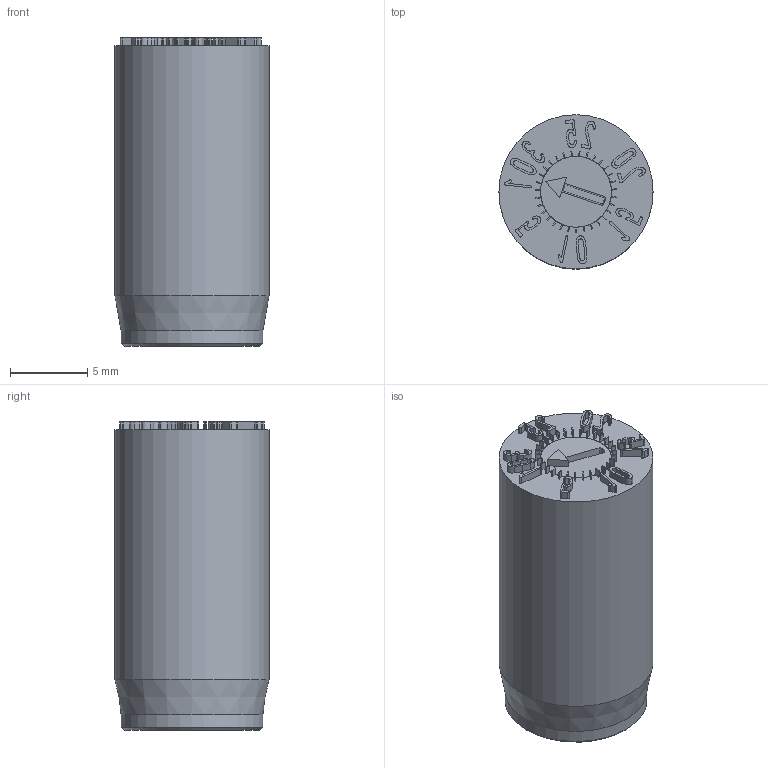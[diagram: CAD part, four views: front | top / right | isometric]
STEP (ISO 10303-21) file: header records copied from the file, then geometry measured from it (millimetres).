
FILE_DESCRIPTION(/* description */ (''),/* implementation_level */ '2;1');
FILE_NAME(/* name */ 'Dati-7000_T$10$00.stp',/* time_stamp */ '2025-09-05T11:27:05+02:00',/* author */ ('olafg'),/* organization */ (''),/* preprocessor_version */ 'ST-DEVELOPER v20',/* originating_system */ 'Autodesk Inventor 2024',/* authorisation */ '');
FILE_SCHEMA (('AUTOMOTIVE_DESIGN { 1 0 10303 214 3 1 1 }'));
Length unit declared in the file: millimetre
Products named in the file (3): Zusammenbau 1010; 1010-01-00 Hülse; 2010-05-00 Stelleinsatz
Assembly tree (2 placements, depth 2):
  Zusammenbau 1010
    1010-01-00 Hülse
    2010-05-00 Stelleinsatz
Bounding box: 10 x 10 x 20 mm (x, y, z)
Volume: 1310.6 mm3; surface area: 1229 mm2
Topology: 2 solids, 2 shells, 424 faces, 1107 edges, 736 vertices
Faces by surface type: plane 229, bspline 178, cone 9, cylinder 7, torus 1
Full cylindrical faces by diameter (mm): 2.5 x2, 4.6 x2, 5 x1, 9.2 x1, 10 x1
Entity records: 14025 total; most frequent: CARTESIAN_POINT 4678, ORIENTED_EDGE 2214, DIRECTION 1284, EDGE_CURVE 1107, VERTEX_POINT 736, LINE 720, VECTOR 720, EDGE_LOOP 475
